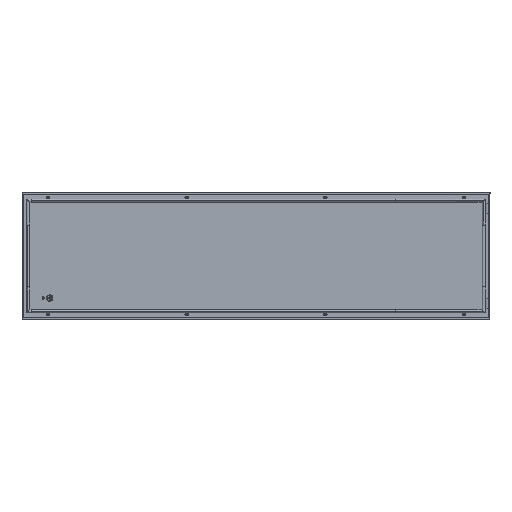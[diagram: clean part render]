
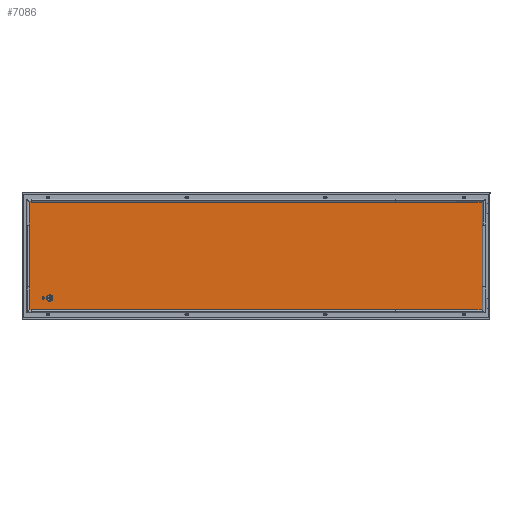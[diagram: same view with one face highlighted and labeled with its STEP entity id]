
A CAD part, top view. The second image highlights one B-rep face of the part: STEP entity #7086.
In plain terms, the highlighted planar face has unit normal (0, 0, 1).
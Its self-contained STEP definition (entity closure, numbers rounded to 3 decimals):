
#79 = CARTESIAN_POINT ( 'NONE',  ( -1065.46, 253.5, 0. ) ) ;
#92 = VECTOR ( 'NONE', #2802, 1000. ) ;
#200 = VECTOR ( 'NONE', #7238, 1000. ) ;
#239 = DIRECTION ( 'NONE',  ( 1., 0., 0. ) ) ;
#247 = DIRECTION ( 'NONE',  ( 0., 0., -1. ) ) ;
#259 = LINE ( 'NONE', #3580, #2109 ) ;
#267 = CARTESIAN_POINT ( 'NONE',  ( -970., -212.5, 0. ) ) ;
#353 = ORIENTED_EDGE ( 'NONE', *, *, #1239, .T. ) ;
#450 = CIRCLE ( 'NONE', #6501, 2.65 ) ;
#459 = EDGE_CURVE ( 'NONE', #1261, #3469, #6596, .T. ) ;
#482 = EDGE_CURVE ( 'NONE', #1835, #3482, #259, .T. ) ;
#539 = ORIENTED_EDGE ( 'NONE', *, *, #7277, .F. ) ;
#684 = DIRECTION ( 'NONE',  ( 0., 0., 1. ) ) ;
#706 = EDGE_CURVE ( 'NONE', #6180, #6291, #7321, .T. ) ;
#760 = EDGE_CURVE ( 'NONE', #6421, #3237, #7999, .T. ) ;
#795 = VECTOR ( 'NONE', #5047, 1000. ) ;
#831 = EDGE_CURVE ( 'NONE', #3482, #6539, #2293, .T. ) ;
#953 = LINE ( 'NONE', #4271, #795 ) ;
#1046 = VECTOR ( 'NONE', #5048, 1000. ) ;
#1114 = CARTESIAN_POINT ( 'NONE',  ( 0., 0., 0. ) ) ;
#1228 = CARTESIAN_POINT ( 'NONE',  ( -1057.46, 253.5, 0. ) ) ;
#1239 = EDGE_CURVE ( 'NONE', #6291, #4566, #5080, .T. ) ;
#1261 = VERTEX_POINT ( 'NONE', #7074 ) ;
#1264 = DIRECTION ( 'NONE',  ( 0., 0., -1. ) ) ;
#1374 = VERTEX_POINT ( 'NONE', #267 ) ;
#1475 = CARTESIAN_POINT ( 'NONE',  ( 1062.54, 253.5, 0. ) ) ;
#1750 = AXIS2_PLACEMENT_3D ( 'NONE', #1114, #7230, #7844 ) ;
#1763 = VERTEX_POINT ( 'NONE', #79 ) ;
#1835 = VERTEX_POINT ( 'NONE', #4436 ) ;
#1987 = CARTESIAN_POINT ( 'NONE',  ( -970., -182.5, 0. ) ) ;
#1990 = EDGE_CURVE ( 'NONE', #4566, #1835, #3481, .T. ) ;
#2018 = EDGE_LOOP ( 'NONE', ( #8515, #4280 ) ) ;
#2040 = EDGE_CURVE ( 'NONE', #6615, #4103, #450, .T. ) ;
#2083 = ORIENTED_EDGE ( 'NONE', *, *, #482, .T. ) ;
#2109 = VECTOR ( 'NONE', #5479, 1000. ) ;
#2191 = DIRECTION ( 'NONE',  ( -0.258, -0.966, 0. ) ) ;
#2192 = EDGE_LOOP ( 'NONE', ( #5119, #5314 ) ) ;
#2237 = CARTESIAN_POINT ( 'NONE',  ( -1000., -197.5, 0. ) ) ;
#2293 = LINE ( 'NONE', #3620, #2566 ) ;
#2354 = CARTESIAN_POINT ( 'NONE',  ( -1065.46, -253.5, 0. ) ) ;
#2369 = CARTESIAN_POINT ( 'NONE',  ( -1057.46, -253.5, 0. ) ) ;
#2409 = DIRECTION ( 'NONE',  ( 1., 0., 0. ) ) ;
#2412 = VECTOR ( 'NONE', #4720, 1000. ) ;
#2566 = VECTOR ( 'NONE', #5671, 1000. ) ;
#2696 = FACE_OUTER_BOUND ( 'NONE', #2778, .T. ) ;
#2701 = VECTOR ( 'NONE', #8040, 1000. ) ;
#2778 = EDGE_LOOP ( 'NONE', ( #2083, #7221, #8352, #6726, #6612, #539, #4403, #2863, #3082, #5922, #353, #4379 ) ) ;
#2802 = DIRECTION ( 'NONE',  ( 0., -1., 0. ) ) ;
#2863 = ORIENTED_EDGE ( 'NONE', *, *, #760, .T. ) ;
#2962 = CARTESIAN_POINT ( 'NONE',  ( 654.54, -253.5, 0. ) ) ;
#3082 = ORIENTED_EDGE ( 'NONE', *, *, #3736, .T. ) ;
#3111 = CARTESIAN_POINT ( 'NONE',  ( 1062.54, -145.5, 0. ) ) ;
#3204 = EDGE_CURVE ( 'NONE', #6421, #1763, #7888, .T. ) ;
#3237 = VERTEX_POINT ( 'NONE', #5865 ) ;
#3290 = CARTESIAN_POINT ( 'NONE',  ( -1057.46, -253.5, 0. ) ) ;
#3293 = PLANE ( 'NONE',  #1750 ) ;
#3392 = DIRECTION ( 'NONE',  ( 1., 0., 0. ) ) ;
#3469 = VERTEX_POINT ( 'NONE', #7572 ) ;
#3481 = LINE ( 'NONE', #6143, #5109 ) ;
#3482 = VERTEX_POINT ( 'NONE', #3111 ) ;
#3580 = CARTESIAN_POINT ( 'NONE',  ( 1062.54, -268.3, 0. ) ) ;
#3602 = DIRECTION ( 'NONE',  ( 0., 0., 1. ) ) ;
#3604 = VECTOR ( 'NONE', #5723, 1000. ) ;
#3620 = CARTESIAN_POINT ( 'NONE',  ( 1062.54, -145.5, 0. ) ) ;
#3736 = EDGE_CURVE ( 'NONE', #3237, #6180, #4852, .T. ) ;
#3850 = CARTESIAN_POINT ( 'NONE',  ( -1065.46, 145.5, 0. ) ) ;
#3892 = CARTESIAN_POINT ( 'NONE',  ( -1065.46, 145.5, 0. ) ) ;
#3938 = CARTESIAN_POINT ( 'NONE',  ( -1000.685, -200.06, 0. ) ) ;
#4068 = AXIS2_PLACEMENT_3D ( 'NONE', #6705, #684, #3392 ) ;
#4103 = VERTEX_POINT ( 'NONE', #3938 ) ;
#4271 = CARTESIAN_POINT ( 'NONE',  ( 654.54, 253.5, 0. ) ) ;
#4274 = CARTESIAN_POINT ( 'NONE',  ( -1080.26, 253.5, 0. ) ) ;
#4280 = ORIENTED_EDGE ( 'NONE', *, *, #5765, .F. ) ;
#4379 = ORIENTED_EDGE ( 'NONE', *, *, #1990, .T. ) ;
#4403 = ORIENTED_EDGE ( 'NONE', *, *, #3204, .F. ) ;
#4436 = CARTESIAN_POINT ( 'NONE',  ( 1062.54, -253.5, 0. ) ) ;
#4566 = VERTEX_POINT ( 'NONE', #2962 ) ;
#4682 = DIRECTION ( 'NONE',  ( 1., 0., 0. ) ) ;
#4720 = DIRECTION ( 'NONE',  ( 0., -1., 0. ) ) ;
#4852 = LINE ( 'NONE', #6251, #3604 ) ;
#5047 = DIRECTION ( 'NONE',  ( 1., 0., 0. ) ) ;
#5048 = DIRECTION ( 'NONE',  ( 1., 0., 0. ) ) ;
#5080 = LINE ( 'NONE', #2369, #5647 ) ;
#5109 = VECTOR ( 'NONE', #4682, 1000. ) ;
#5119 = ORIENTED_EDGE ( 'NONE', *, *, #7389, .T. ) ;
#5203 = FACE_BOUND ( 'NONE', #2192, .T. ) ;
#5314 = ORIENTED_EDGE ( 'NONE', *, *, #2040, .T. ) ;
#5479 = DIRECTION ( 'NONE',  ( 0., 1., 0. ) ) ;
#5575 = CIRCLE ( 'NONE', #5840, 2.65 ) ;
#5647 = VECTOR ( 'NONE', #2409, 1000. ) ;
#5671 = DIRECTION ( 'NONE',  ( 0., 1., 0. ) ) ;
#5723 = DIRECTION ( 'NONE',  ( 0., -1., 0. ) ) ;
#5765 = EDGE_CURVE ( 'NONE', #1374, #7812, #6232, .T. ) ;
#5840 = AXIS2_PLACEMENT_3D ( 'NONE', #6282, #247, #8247 ) ;
#5865 = CARTESIAN_POINT ( 'NONE',  ( -1065.46, -145.5, 0. ) ) ;
#5903 = VECTOR ( 'NONE', #8565, 1000. ) ;
#5922 = ORIENTED_EDGE ( 'NONE', *, *, #706, .T. ) ;
#6003 = VERTEX_POINT ( 'NONE', #1475 ) ;
#6046 = LINE ( 'NONE', #6774, #92 ) ;
#6070 = CARTESIAN_POINT ( 'NONE',  ( -1080.26, -253.5, 0. ) ) ;
#6143 = CARTESIAN_POINT ( 'NONE',  ( 654.54, -253.5, 0. ) ) ;
#6180 = VERTEX_POINT ( 'NONE', #2354 ) ;
#6232 = CIRCLE ( 'NONE', #7603, 15. ) ;
#6251 = CARTESIAN_POINT ( 'NONE',  ( -1065.46, -145.5, 0. ) ) ;
#6282 = CARTESIAN_POINT ( 'NONE',  ( -1000., -197.5, 0. ) ) ;
#6284 = CIRCLE ( 'NONE', #4068, 15. ) ;
#6291 = VERTEX_POINT ( 'NONE', #3290 ) ;
#6392 = CARTESIAN_POINT ( 'NONE',  ( -970., -197.5, 0. ) ) ;
#6421 = VERTEX_POINT ( 'NONE', #3850 ) ;
#6501 = AXIS2_PLACEMENT_3D ( 'NONE', #2237, #1264, #2191 ) ;
#6539 = VERTEX_POINT ( 'NONE', #8321 ) ;
#6596 = LINE ( 'NONE', #1228, #5903 ) ;
#6612 = ORIENTED_EDGE ( 'NONE', *, *, #459, .F. ) ;
#6615 = VERTEX_POINT ( 'NONE', #6883 ) ;
#6619 = FACE_BOUND ( 'NONE', #2018, .T. ) ;
#6705 = CARTESIAN_POINT ( 'NONE',  ( -970., -197.5, 0. ) ) ;
#6726 = ORIENTED_EDGE ( 'NONE', *, *, #8312, .F. ) ;
#6754 = CARTESIAN_POINT ( 'NONE',  ( -1065.46, 0., 0. ) ) ;
#6774 = CARTESIAN_POINT ( 'NONE',  ( 1062.54, 268.3, 0. ) ) ;
#6883 = CARTESIAN_POINT ( 'NONE',  ( -999.315, -194.94, 0. ) ) ;
#7074 = CARTESIAN_POINT ( 'NONE',  ( -1057.46, 253.5, 0. ) ) ;
#7086 = ADVANCED_FACE ( 'NONE', ( #5203, #6619, #2696 ), #3293, .T. ) ;
#7221 = ORIENTED_EDGE ( 'NONE', *, *, #831, .T. ) ;
#7230 = DIRECTION ( 'NONE',  ( 0., 0., 1. ) ) ;
#7238 = DIRECTION ( 'NONE',  ( 0., 1., 0. ) ) ;
#7277 = EDGE_CURVE ( 'NONE', #1763, #1261, #8279, .T. ) ;
#7321 = LINE ( 'NONE', #6070, #2701 ) ;
#7389 = EDGE_CURVE ( 'NONE', #4103, #6615, #5575, .T. ) ;
#7572 = CARTESIAN_POINT ( 'NONE',  ( 654.54, 253.5, 0. ) ) ;
#7603 = AXIS2_PLACEMENT_3D ( 'NONE', #6392, #3602, #239 ) ;
#7812 = VERTEX_POINT ( 'NONE', #1987 ) ;
#7844 = DIRECTION ( 'NONE',  ( 1., 0., 0. ) ) ;
#7847 = EDGE_CURVE ( 'NONE', #6003, #6539, #6046, .T. ) ;
#7888 = LINE ( 'NONE', #3892, #200 ) ;
#7999 = LINE ( 'NONE', #6754, #2412 ) ;
#8040 = DIRECTION ( 'NONE',  ( 1., 0., 0. ) ) ;
#8240 = EDGE_CURVE ( 'NONE', #7812, #1374, #6284, .T. ) ;
#8247 = DIRECTION ( 'NONE',  ( -0.258, -0.966, 0. ) ) ;
#8279 = LINE ( 'NONE', #4274, #1046 ) ;
#8312 = EDGE_CURVE ( 'NONE', #3469, #6003, #953, .T. ) ;
#8321 = CARTESIAN_POINT ( 'NONE',  ( 1062.54, 145.5, 0. ) ) ;
#8352 = ORIENTED_EDGE ( 'NONE', *, *, #7847, .F. ) ;
#8515 = ORIENTED_EDGE ( 'NONE', *, *, #8240, .F. ) ;
#8565 = DIRECTION ( 'NONE',  ( 1., 0., 0. ) ) ;
